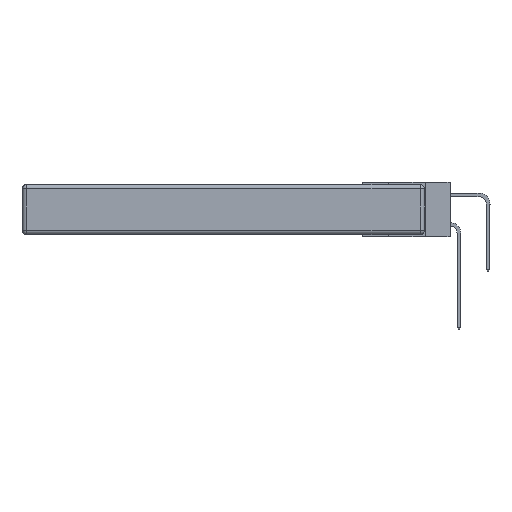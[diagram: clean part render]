
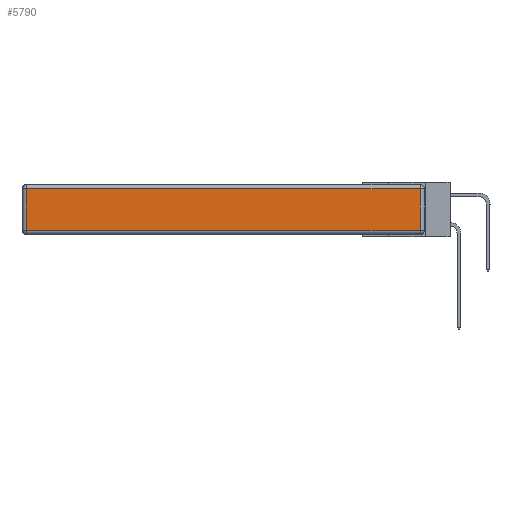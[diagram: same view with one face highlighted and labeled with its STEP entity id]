
A CAD part, left-side view. The second image highlights one B-rep face of the part: STEP entity #5790.
In plain terms, the highlighted planar face has unit normal (-1, 0, 0).
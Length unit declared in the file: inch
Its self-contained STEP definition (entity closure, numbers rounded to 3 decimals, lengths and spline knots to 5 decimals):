
#211 = CARTESIAN_POINT ( 'NONE',  ( 0., 2.75, -0.03 ) ) ;
#813 = CARTESIAN_POINT ( 'NONE',  ( 0., 0., -0.343 ) ) ;
#1079 = CARTESIAN_POINT ( 'NONE',  ( 0., 2.72, -0.03 ) ) ;
#2251 = DIRECTION ( 'NONE',  ( 0., 0., -1. ) ) ;
#3139 = DIRECTION ( 'NONE',  ( 0., 0., 1. ) ) ;
#5790 = ADVANCED_FACE ( 'NONE', ( #20077 ), #10038, .T. ) ;
#6687 = AXIS2_PLACEMENT_3D ( 'NONE', #813, #17083, #3139 ) ;
#7955 = VERTEX_POINT ( 'NONE', #19866 ) ;
#8295 = LINE ( 'NONE', #211, #24724 ) ;
#8784 = LINE ( 'NONE', #12725, #18650 ) ;
#9717 = VERTEX_POINT ( 'NONE', #11180 ) ;
#10038 = PLANE ( 'NONE',  #6687 ) ;
#11121 = EDGE_CURVE ( 'NONE', #22530, #7955, #17448, .T. ) ;
#11180 = CARTESIAN_POINT ( 'NONE',  ( 0., 0.03, -0.03 ) ) ;
#11217 = EDGE_CURVE ( 'NONE', #9717, #14552, #8295, .T. ) ;
#11408 = CARTESIAN_POINT ( 'NONE',  ( 0., 2.72, -0.313 ) ) ;
#12725 = CARTESIAN_POINT ( 'NONE',  ( 0., 0.03, -0.343 ) ) ;
#13810 = DIRECTION ( 'NONE',  ( 0., 1., 0. ) ) ;
#13955 = DIRECTION ( 'NONE',  ( 0., -1., 0. ) ) ;
#14022 = EDGE_CURVE ( 'NONE', #14552, #22530, #28962, .T. ) ;
#14552 = VERTEX_POINT ( 'NONE', #1079 ) ;
#17083 = DIRECTION ( 'NONE',  ( -1., 0., 0. ) ) ;
#17448 = LINE ( 'NONE', #30165, #28741 ) ;
#17809 = EDGE_CURVE ( 'NONE', #7955, #9717, #8784, .T. ) ;
#17812 = ORIENTED_EDGE ( 'NONE', *, *, #11217, .T. ) ;
#18082 = EDGE_LOOP ( 'NONE', ( #22724, #23132, #17812, #20494 ) ) ;
#18650 = VECTOR ( 'NONE', #26996, 39.37008 ) ;
#19866 = CARTESIAN_POINT ( 'NONE',  ( 0., 0.03, -0.313 ) ) ;
#20077 = FACE_OUTER_BOUND ( 'NONE', #18082, .T. ) ;
#20494 = ORIENTED_EDGE ( 'NONE', *, *, #14022, .T. ) ;
#21172 = CARTESIAN_POINT ( 'NONE',  ( 0., 2.72, -0.343 ) ) ;
#22530 = VERTEX_POINT ( 'NONE', #11408 ) ;
#22724 = ORIENTED_EDGE ( 'NONE', *, *, #11121, .T. ) ;
#22765 = VECTOR ( 'NONE', #2251, 39.37008 ) ;
#23132 = ORIENTED_EDGE ( 'NONE', *, *, #17809, .T. ) ;
#24724 = VECTOR ( 'NONE', #13810, 39.37008 ) ;
#26996 = DIRECTION ( 'NONE',  ( 0., 0., 1. ) ) ;
#28741 = VECTOR ( 'NONE', #13955, 39.37008 ) ;
#28962 = LINE ( 'NONE', #21172, #22765 ) ;
#30165 = CARTESIAN_POINT ( 'NONE',  ( 0., 0., -0.313 ) ) ;
